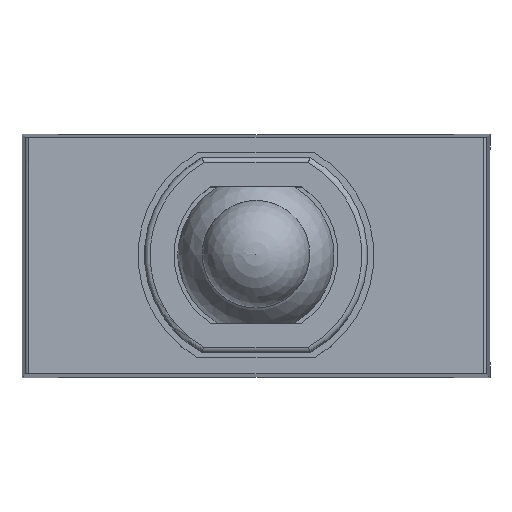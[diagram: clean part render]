
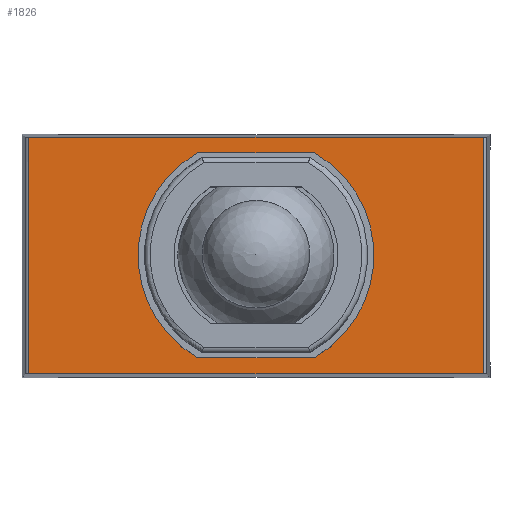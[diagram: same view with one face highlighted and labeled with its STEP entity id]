
A CAD part, top view. The second image highlights one B-rep face of the part: STEP entity #1826.
In plain terms, the highlighted planar face has unit normal (0, 0, 1).
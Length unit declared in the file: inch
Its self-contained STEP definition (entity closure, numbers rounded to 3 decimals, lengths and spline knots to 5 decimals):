
#52=FACE_BOUND('',#349,.T.);
#143=PLANE('',#1996);
#239=FACE_OUTER_BOUND('',#348,.T.);
#348=EDGE_LOOP('',(#1605,#1606,#1607,#1608));
#349=EDGE_LOOP('',(#1609,#1610,#1611,#1612));
#472=LINE('',#3448,#629);
#474=LINE('',#3454,#631);
#476=LINE('',#3464,#633);
#477=LINE('',#3467,#634);
#485=LINE('',#3485,#642);
#486=LINE('',#3486,#643);
#629=VECTOR('',#2367,0.3937);
#631=VECTOR('',#2375,0.3937);
#633=VECTOR('',#2385,0.3937);
#634=VECTOR('',#2388,0.3937);
#642=VECTOR('',#2400,0.3937);
#643=VECTOR('',#2401,0.3937);
#730=CIRCLE('',#1985,0.12598);
#731=CIRCLE('',#1988,0.12598);
#872=VERTEX_POINT('',#3440);
#873=VERTEX_POINT('',#3442);
#874=VERTEX_POINT('',#3446);
#875=VERTEX_POINT('',#3450);
#876=VERTEX_POINT('',#3457);
#879=VERTEX_POINT('',#3462);
#880=VERTEX_POINT('',#3466);
#888=VERTEX_POINT('',#3484);
#1120=EDGE_CURVE('',#873,#872,#730,.T.);
#1123=EDGE_CURVE('',#872,#874,#472,.T.);
#1125=EDGE_CURVE('',#874,#875,#731,.T.);
#1126=EDGE_CURVE('',#875,#873,#474,.T.);
#1130=EDGE_CURVE('',#879,#876,#476,.T.);
#1131=EDGE_CURVE('',#876,#880,#477,.T.);
#1140=EDGE_CURVE('',#888,#879,#485,.T.);
#1141=EDGE_CURVE('',#880,#888,#486,.T.);
#1605=ORIENTED_EDGE('',*,*,#1130,.F.);
#1606=ORIENTED_EDGE('',*,*,#1140,.F.);
#1607=ORIENTED_EDGE('',*,*,#1141,.F.);
#1608=ORIENTED_EDGE('',*,*,#1131,.F.);
#1609=ORIENTED_EDGE('',*,*,#1120,.T.);
#1610=ORIENTED_EDGE('',*,*,#1123,.T.);
#1611=ORIENTED_EDGE('',*,*,#1125,.T.);
#1612=ORIENTED_EDGE('',*,*,#1126,.T.);
#1826=ADVANCED_FACE('',(#239,#52),#143,.T.);
#1985=AXIS2_PLACEMENT_3D('',#3443,#2361,#2362);
#1988=AXIS2_PLACEMENT_3D('',#3452,#2371,#2372);
#1996=AXIS2_PLACEMENT_3D('',#3483,#2398,#2399);
#2361=DIRECTION('center_axis',(0.,0.,-1.));
#2362=DIRECTION('ref_axis',(-0.495,0.869,0.));
#2367=DIRECTION('',(-1.,0.,0.));
#2371=DIRECTION('center_axis',(0.,0.,-1.));
#2372=DIRECTION('ref_axis',(0.495,-0.869,0.));
#2375=DIRECTION('',(1.,0.,0.));
#2385=DIRECTION('',(0.,-1.,0.));
#2388=DIRECTION('',(-1.,0.,0.));
#2398=DIRECTION('center_axis',(0.,0.,1.));
#2399=DIRECTION('ref_axis',(1.,0.,0.));
#2400=DIRECTION('',(1.,0.,0.));
#2401=DIRECTION('',(0.,1.,0.));
#3440=CARTESIAN_POINT('',(0.06239,-0.10945,0.40945));
#3442=CARTESIAN_POINT('',(0.06239,0.10945,0.40945));
#3443=CARTESIAN_POINT('Origin',(0.,0.,0.40945));
#3446=CARTESIAN_POINT('',(-0.06239,-0.10945,0.40945));
#3448=CARTESIAN_POINT('',(0.0312,-0.10945,0.40945));
#3450=CARTESIAN_POINT('',(-0.06239,0.10945,0.40945));
#3452=CARTESIAN_POINT('Origin',(0.,0.,0.40945));
#3454=CARTESIAN_POINT('',(-0.0312,0.10945,0.40945));
#3457=CARTESIAN_POINT('',(0.24252,-0.12635,0.40945));
#3462=CARTESIAN_POINT('',(0.24252,0.12635,0.40945));
#3464=CARTESIAN_POINT('',(0.24252,0.06496,0.40945));
#3466=CARTESIAN_POINT('',(-0.24252,-0.12635,0.40945));
#3467=CARTESIAN_POINT('',(0.25,-0.12635,0.40945));
#3483=CARTESIAN_POINT('Origin',(0.,0.,
0.40945));
#3484=CARTESIAN_POINT('',(-0.24252,0.12635,0.40945));
#3485=CARTESIAN_POINT('',(-0.25,0.12635,0.40945));
#3486=CARTESIAN_POINT('',(-0.24252,-0.06496,0.40945));
